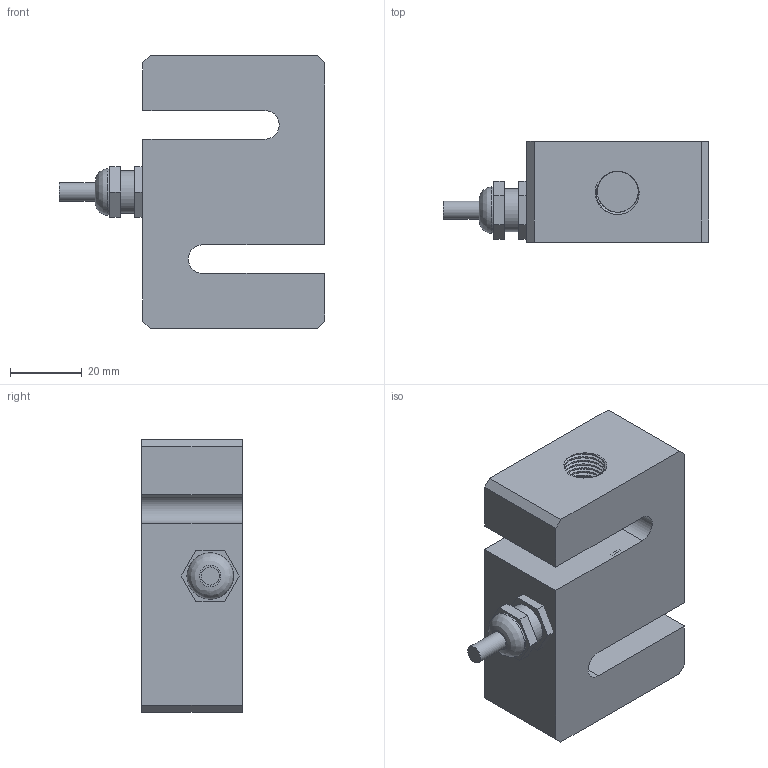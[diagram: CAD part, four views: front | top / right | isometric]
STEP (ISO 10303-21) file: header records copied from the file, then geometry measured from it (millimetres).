
FILE_DESCRIPTION(/* description */ (''),/* implementation_level */ '2;1');
FILE_NAME(/* name */ '101BS-(500-3000)lb v3.step',/* time_stamp */ '2020-01-23T09:36:46-08:00',/* author */ (''),/* organization */ (''),/* preprocessor_version */ 'ST-DEVELOPER v18',/* originating_system */ 'Autodesk Translation Framework v8.12.0.6',/* authorisation */ '');
FILE_SCHEMA (('AUTOMOTIVE_DESIGN { 1 0 10303 214 3 1 1 }'));
Length unit declared in the file: millimetre
Products named in the file (2): 101BS-(500-3000)lb; Connector v1
Assembly tree (1 placements, depth 2):
  101BS-(500-3000)lb
    Connector v1
Bounding box: 74.16 x 28.19 x 76.2 mm (x, y, z)
Volume: 75731.6 mm3; surface area: 24385.8 mm2
Topology: 2 solids, 4 shells, 116 faces, 292 edges, 189 vertices
Faces by surface type: cylinder 71, plane 40, bspline 5
Full cylindrical faces by diameter (mm): 5.1 x1, 10 x1, 11.468 x26, 12 x1, 12.7 x26, 13 x1, 26.6 x1, 27.8 x2, 29.4 x2
Entity records: 9308 total; most frequent: CARTESIAN_POINT 6677, ORIENTED_EDGE 584, DIRECTION 436, EDGE_CURVE 292, VERTEX_POINT 189, LINE 146, VECTOR 146, AXIS2_PLACEMENT_3D 145
